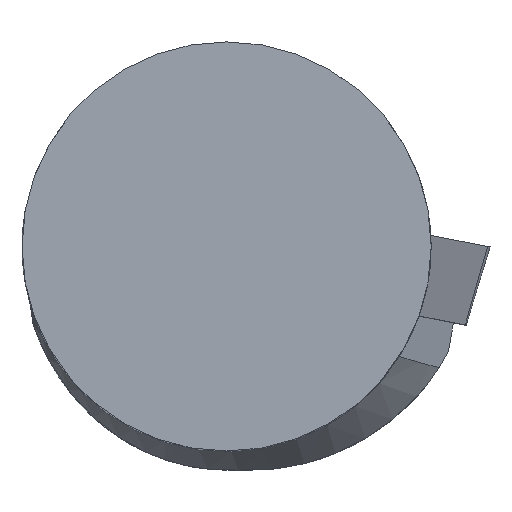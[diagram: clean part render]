
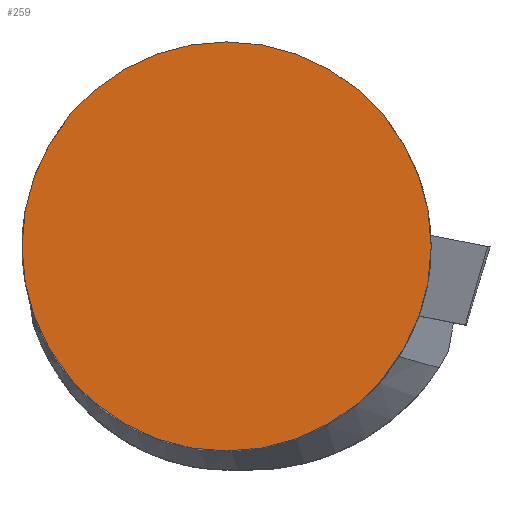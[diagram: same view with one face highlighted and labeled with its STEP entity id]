
A CAD part, top view. The second image highlights one B-rep face of the part: STEP entity #259.
In plain terms, the highlighted planar face has unit normal (0, 0, 1).
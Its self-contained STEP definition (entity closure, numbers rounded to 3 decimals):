
#224=FACE_OUTER_BOUND('',#358,.T.);
#259=ADVANCED_FACE('',(#224),#292,.T.);
#292=PLANE('',#851);
#358=EDGE_LOOP('',(#439));
#439=ORIENTED_EDGE('',*,*,#664,.T.);
#595=VERTEX_POINT('',#1209);
#664=EDGE_CURVE('',#595,#595,#738,.T.);
#738=CIRCLE('',#850,10.);
#850=AXIS2_PLACEMENT_3D('',#1208,#985,#986);
#851=AXIS2_PLACEMENT_3D('',#1210,#987,#988);
#985=DIRECTION('',(0.,0.,1.));
#986=DIRECTION('',(1.,0.,0.));
#987=DIRECTION('',(0.,0.,1.));
#988=DIRECTION('',(1.,0.,0.));
#1208=CARTESIAN_POINT('',(0.,0.,0.));
#1209=CARTESIAN_POINT('',(10.,0.,0.));
#1210=CARTESIAN_POINT('',(0.,0.,0.));
